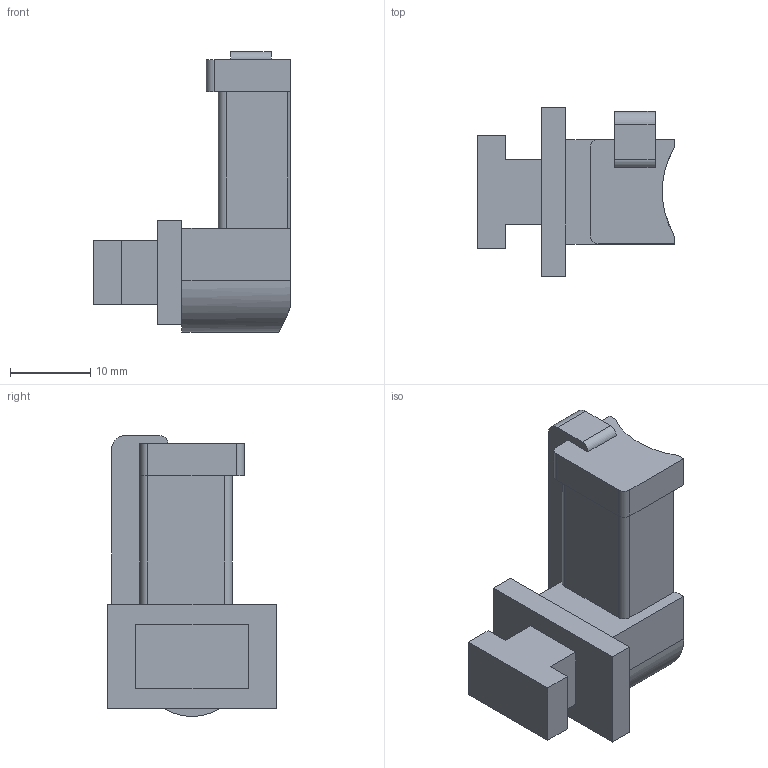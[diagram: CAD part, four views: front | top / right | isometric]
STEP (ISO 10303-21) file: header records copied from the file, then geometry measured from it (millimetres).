
FILE_DESCRIPTION(/* description */ ('STEP AP214'),/* implementation_level */ '2;1');
FILE_NAME(/* name */ 'psolqas_25296_2692',/* time_stamp */ '2024-11-05T15:57:50+01:00',/* author */ ('License CC BY-ND 4.0'),/* organization */ ('CADENAS'),/* preprocessor_version */ 'ST-DEVELOPER v19.3',/* originating_system */ 'PARTsolutions',/* authorisation */ ' ');
FILE_SCHEMA (('AUTOMOTIVE_DESIGN {1 0 10303 214 3 1 1}'));
Length unit declared in the file: metre
Products named in the file (1): DOKU_KBH-R 12 - lĂ„â€šĂ‚Â¤n
gs
Bounding box: 24.5 x 21 x 34.99 mm (x, y, z)
Volume: 5940.5 mm3; surface area: 2929.4 mm2
Topology: 1 solids, 1 shells, 42 faces, 115 edges, 76 vertices
Faces by surface type: plane 33, cylinder 9
Entity records: 1359 total; most frequent: CARTESIAN_POINT 240, ORIENTED_EDGE 230, DIRECTION 222, EDGE_CURVE 115, LINE 92, VECTOR 92, VERTEX_POINT 76, AXIS2_PLACEMENT_3D 65
